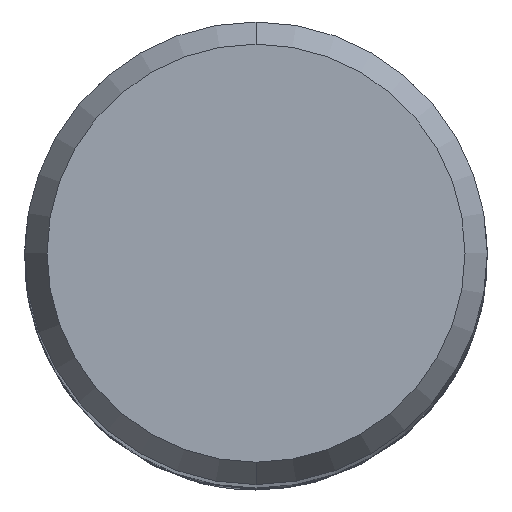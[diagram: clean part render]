
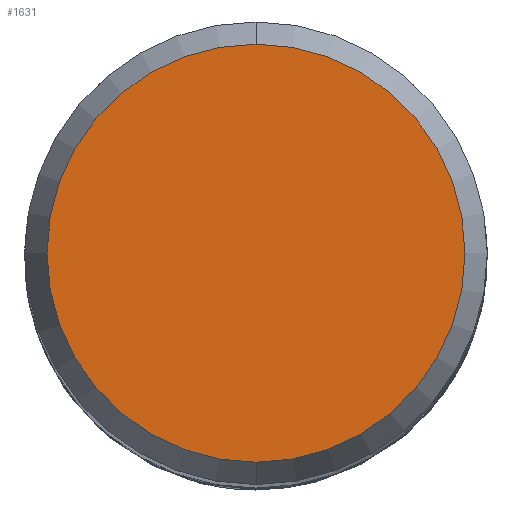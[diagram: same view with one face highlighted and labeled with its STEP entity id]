
A CAD part, top view. The second image highlights one B-rep face of the part: STEP entity #1631.
In plain terms, the highlighted planar face has unit normal (0, 0, 1).
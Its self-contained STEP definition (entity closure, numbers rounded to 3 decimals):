
#767=EDGE_CURVE('',#1467,#1521,#2174,.T.);
#1213=EDGE_CURVE('',#1521,#1467,#2662,.T.);
#1467=VERTEX_POINT('',#2942);
#1521=VERTEX_POINT('',#3001);
#1631=ADVANCED_FACE('',(#3118),#3119,.T.);
#2174=CIRCLE('',#3915,5.423);
#2662=CIRCLE('',#10413,5.423);
#2942=CARTESIAN_POINT('',(0.0,5.423,0.0));
#3001=CARTESIAN_POINT('',(0.,-5.423,0.0));
#3118=FACE_OUTER_BOUND('',#15934,.T.);
#3119=PLANE('',#15935);
#3915=AXIS2_PLACEMENT_3D('',#20814,#20815,#20816);
#10413=AXIS2_PLACEMENT_3D('',#21300,#21301,#21302);
#15934=EDGE_LOOP('',(#21770,#21771));
#15935=AXIS2_PLACEMENT_3D('',#21772,#21773,#21774);
#20814=CARTESIAN_POINT('',(0.0,0.0,0.0));
#20815=DIRECTION('',(0.0,0.0,-1.0));
#20816=DIRECTION('',(0.0,1.0,0.0));
#21300=CARTESIAN_POINT('',(0.0,0.0,0.0));
#21301=DIRECTION('',(0.0,0.0,-1.0));
#21302=DIRECTION('',(0.0,1.0,0.0));
#21770=ORIENTED_EDGE('',*,*,#767,.F.);
#21771=ORIENTED_EDGE('',*,*,#1213,.F.);
#21772=CARTESIAN_POINT('',(0.0,2.711,0.0));
#21773=DIRECTION('',(-0.0,0.0,1.0));
#21774=DIRECTION('',(0.0,-1.0,0.0));
